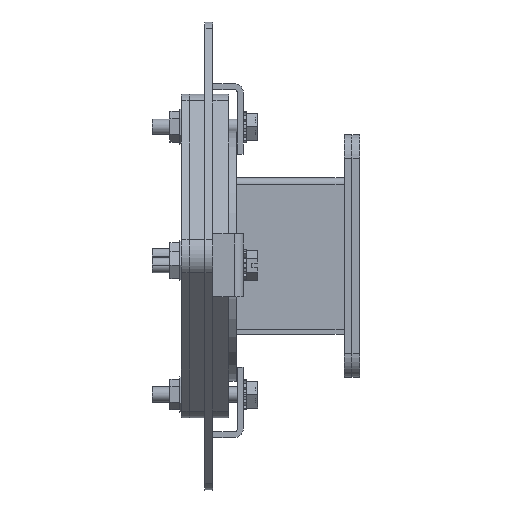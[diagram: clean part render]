
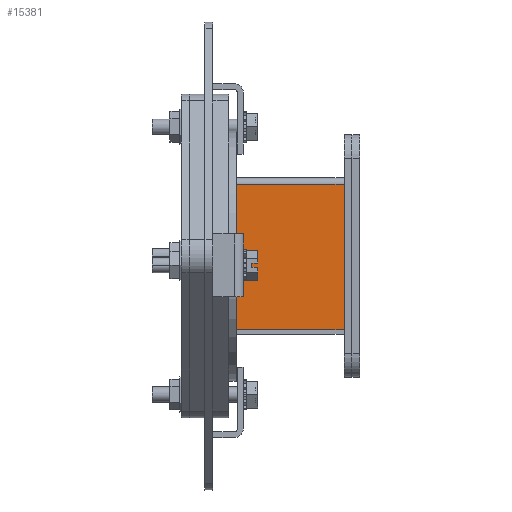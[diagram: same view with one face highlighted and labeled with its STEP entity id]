
A CAD part, left-side view. The second image highlights one B-rep face of the part: STEP entity #15381.
In plain terms, the highlighted planar face has unit normal (-1, 0, 0).
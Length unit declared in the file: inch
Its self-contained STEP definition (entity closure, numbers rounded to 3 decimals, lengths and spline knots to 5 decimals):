
#329 = VERTEX_POINT ( 'NONE', #1114 ) ;
#560 = DIRECTION ( 'NONE',  ( 0., 0., -1. ) ) ;
#1114 = CARTESIAN_POINT ( 'NONE',  ( -2.4975, 1.718, -0.1055 ) ) ;
#2054 = ORIENTED_EDGE ( 'NONE', *, *, #9200, .F. ) ;
#2187 = LINE ( 'NONE', #5137, #2705 ) ;
#2556 = CARTESIAN_POINT ( 'NONE',  ( -2.4975, 0., -2.4245 ) ) ;
#2705 = VECTOR ( 'NONE', #17139, 39.37008 ) ;
#3618 = DIRECTION ( 'NONE',  ( 0., 0., -1. ) ) ;
#3699 = DIRECTION ( 'NONE',  ( 0., 0., -1. ) ) ;
#3872 = VECTOR ( 'NONE', #3618, 39.37008 ) ;
#3901 = ORIENTED_EDGE ( 'NONE', *, *, #6325, .T. ) ;
#4462 = EDGE_LOOP ( 'NONE', ( #2054, #7898, #12562, #3901 ) ) ;
#5091 = PLANE ( 'NONE',  #14901 ) ;
#5137 = CARTESIAN_POINT ( 'NONE',  ( -2.4975, 0., -2.4245 ) ) ;
#6325 = EDGE_CURVE ( 'NONE', #329, #13279, #6759, .T. ) ;
#6759 = LINE ( 'NONE', #15529, #3872 ) ;
#7898 = ORIENTED_EDGE ( 'NONE', *, *, #9647, .F. ) ;
#8129 = CARTESIAN_POINT ( 'NONE',  ( -2.4975, 0., 0.0025 ) ) ;
#8255 = VERTEX_POINT ( 'NONE', #2556 ) ;
#8786 = VERTEX_POINT ( 'NONE', #11686 ) ;
#9200 = EDGE_CURVE ( 'NONE', #8255, #13279, #2187, .T. ) ;
#9647 = EDGE_CURVE ( 'NONE', #8786, #8255, #18568, .T. ) ;
#11190 = LINE ( 'NONE', #16006, #16533 ) ;
#11191 = CARTESIAN_POINT ( 'NONE',  ( -2.4975, 0., 0.0025 ) ) ;
#11686 = CARTESIAN_POINT ( 'NONE',  ( -2.4975, 0., -0.1055 ) ) ;
#12562 = ORIENTED_EDGE ( 'NONE', *, *, #16873, .F. ) ;
#13279 = VERTEX_POINT ( 'NONE', #19029 ) ;
#14901 = AXIS2_PLACEMENT_3D ( 'NONE', #8129, #17181, #3699 ) ;
#15381 = ADVANCED_FACE ( 'NONE', ( #18653 ), #5091, .F. ) ;
#15529 = CARTESIAN_POINT ( 'NONE',  ( -2.4975, 1.718, -2.4975 ) ) ;
#16006 = CARTESIAN_POINT ( 'NONE',  ( -2.4975, 0., -0.1055 ) ) ;
#16533 = VECTOR ( 'NONE', #17289, 39.37008 ) ;
#16873 = EDGE_CURVE ( 'NONE', #329, #8786, #11190, .T. ) ;
#17139 = DIRECTION ( 'NONE',  ( 0., 1., 0. ) ) ;
#17181 = DIRECTION ( 'NONE',  ( 1., 0., 0. ) ) ;
#17289 = DIRECTION ( 'NONE',  ( 0., -1., 0. ) ) ;
#18181 = VECTOR ( 'NONE', #560, 39.37008 ) ;
#18568 = LINE ( 'NONE', #11191, #18181 ) ;
#18653 = FACE_OUTER_BOUND ( 'NONE', #4462, .T. ) ;
#19029 = CARTESIAN_POINT ( 'NONE',  ( -2.4975, 1.718, -2.4245 ) ) ;
